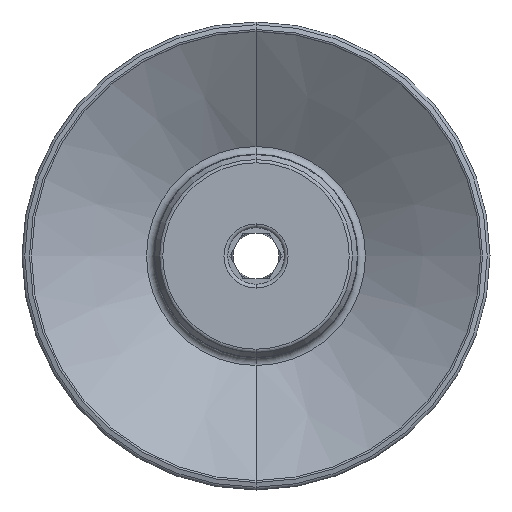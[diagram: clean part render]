
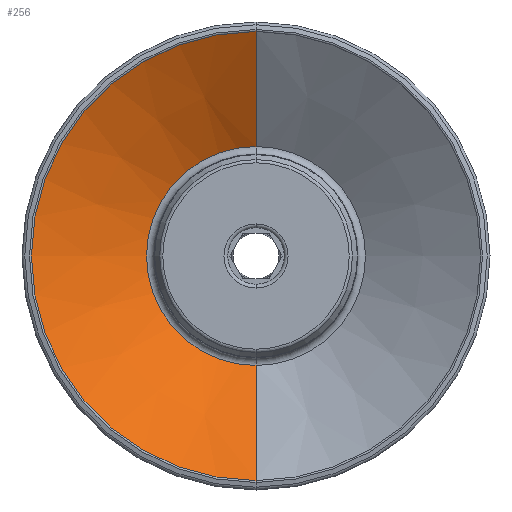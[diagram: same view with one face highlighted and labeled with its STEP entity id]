
A CAD part, front view. The second image highlights one B-rep face of the part: STEP entity #256.
In plain terms, the highlighted conical face has half-angle 58.6 degrees and reference radius 29.75 mm.
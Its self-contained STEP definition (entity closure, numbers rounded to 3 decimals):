
#256=ADVANCED_FACE('',(#667),#668,.F.);
#667=FACE_OUTER_BOUND('',#1246,.T.);
#668=CONICAL_SURFACE('',#1247,29.75,1.023);
#1246=EDGE_LOOP('',(#5434,#5435,#5436,#5437));
#1247=AXIS2_PLACEMENT_3D('',#5438,#5439,#5440);
#5434=ORIENTED_EDGE('',*,*,#6800,.T.);
#5435=ORIENTED_EDGE('',*,*,#6804,.T.);
#5436=ORIENTED_EDGE('',*,*,#6805,.F.);
#5437=ORIENTED_EDGE('',*,*,#6806,.F.);
#5438=CARTESIAN_POINT('',(0.0,-30.511,0.0));
#5439=DIRECTION('',(0.0,-1.0,-0.0));
#5440=DIRECTION('',(0.0,0.0,-1.0));
#6800=EDGE_CURVE('',#7468,#7469,#7470,.T.);
#6804=EDGE_CURVE('',#7469,#7474,#7475,.T.);
#6805=EDGE_CURVE('',#7476,#7474,#7477,.T.);
#6806=EDGE_CURVE('',#7468,#7476,#7478,.T.);
#7468=VERTEX_POINT('',#8746);
#7469=VERTEX_POINT('',#8747);
#7470=CIRCLE('',#8748,14.5);
#7474=VERTEX_POINT('',#8754);
#7475=LINE('',#8755,#8756);
#7476=VERTEX_POINT('',#8757);
#7477=CIRCLE('',#8758,29.75);
#7478=LINE('',#8759,#8760);
#8746=CARTESIAN_POINT('',(0.0,-21.203,-14.5));
#8747=CARTESIAN_POINT('',(0.,-21.203,14.5));
#8748=AXIS2_PLACEMENT_3D('',#10720,#10721,#10722);
#8754=CARTESIAN_POINT('',(0.0,-30.511,29.75));
#8755=CARTESIAN_POINT('',(0.,-30.511,29.75));
#8756=VECTOR('',#10725,1000.0);
#8757=CARTESIAN_POINT('',(0.,-30.511,-29.75));
#8758=AXIS2_PLACEMENT_3D('',#10726,#10727,#10728);
#8759=CARTESIAN_POINT('',(0.0,-30.511,-29.75));
#8760=VECTOR('',#10729,1000.0);
#10720=CARTESIAN_POINT('',(0.0,-21.203,0.0));
#10721=DIRECTION('',(0.0,1.0,0.0));
#10722=DIRECTION('',(0.0,0.0,1.0));
#10725=DIRECTION('',(0.,-0.521,0.854));
#10726=CARTESIAN_POINT('',(0.0,-30.511,0.0));
#10727=DIRECTION('',(0.0,1.0,0.0));
#10728=DIRECTION('',(0.0,0.0,1.0));
#10729=DIRECTION('',(0.0,-0.521,-0.854));
